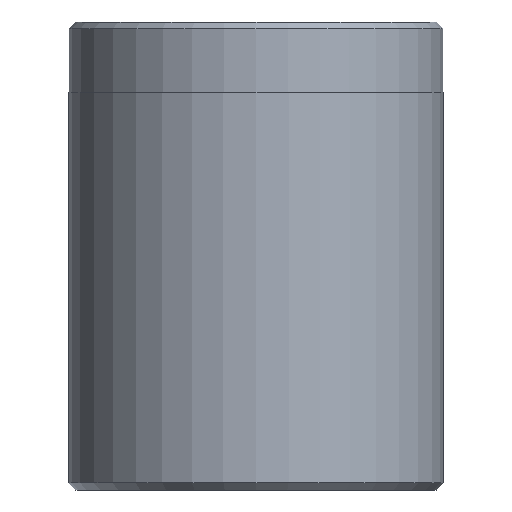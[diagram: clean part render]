
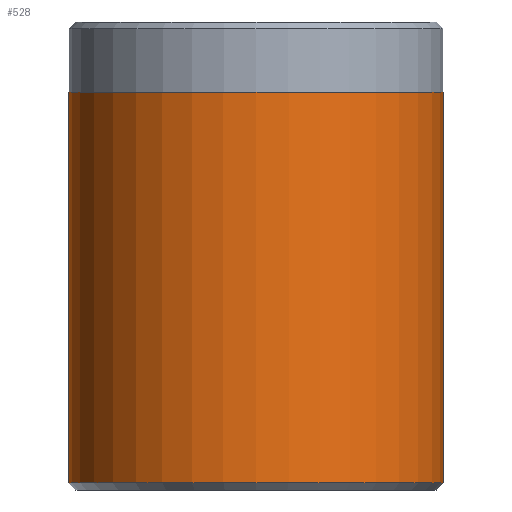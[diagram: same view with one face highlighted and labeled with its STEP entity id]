
A CAD part, front view. The second image highlights one B-rep face of the part: STEP entity #528.
In plain terms, the highlighted cylindrical face has radius 8 mm (diameter 16 mm), a partial arc.
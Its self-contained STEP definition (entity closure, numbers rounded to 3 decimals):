
#58 = EDGE_CURVE ( 'NONE', #1667, #347, #2054, .T. ) ;
#97 = AXIS2_PLACEMENT_3D ( 'NONE', #579, #588, #583 ) ;
#152 = CARTESIAN_POINT ( 'NONE',  ( 0., 0., 0.3 ) ) ;
#155 = DIRECTION ( 'NONE',  ( 0., 0., 1. ) ) ;
#157 = DIRECTION ( 'NONE',  ( 1., 0., 0. ) ) ;
#297 = AXIS2_PLACEMENT_3D ( 'NONE', #973, #974, #975 ) ;
#347 = VERTEX_POINT ( 'NONE', #433 ) ;
#420 = EDGE_CURVE ( 'NONE', #1517, #1667, #2123, .T. ) ;
#433 = CARTESIAN_POINT ( 'NONE',  ( 8., 0., 0.3 ) ) ;
#508 = DIRECTION ( 'NONE',  ( 0., 0., -1. ) ) ;
#511 = CARTESIAN_POINT ( 'NONE',  ( -8., 0., 20. ) ) ;
#528 = ADVANCED_FACE ( 'NONE', ( #2068 ), #811, .T. ) ;
#579 = CARTESIAN_POINT ( 'NONE',  ( 0., 0., 20. ) ) ;
#583 = DIRECTION ( 'NONE',  ( -1., 0., 0. ) ) ;
#588 = DIRECTION ( 'NONE',  ( 0., 0., -1. ) ) ;
#811 = CYLINDRICAL_SURFACE ( 'NONE', #97, 8. ) ;
#826 = AXIS2_PLACEMENT_3D ( 'NONE', #152, #155, #157 ) ;
#831 = CARTESIAN_POINT ( 'NONE',  ( 8., 0., 17. ) ) ;
#973 = CARTESIAN_POINT ( 'NONE',  ( 0., 0., 17. ) ) ;
#974 = DIRECTION ( 'NONE',  ( 0., 0., 1. ) ) ;
#975 = DIRECTION ( 'NONE',  ( 1., 0., 0. ) ) ;
#996 = LINE ( 'NONE', #1679, #1162 ) ;
#1013 = VERTEX_POINT ( 'NONE', #831 ) ;
#1055 = ORIENTED_EDGE ( 'NONE', *, *, #58, .T. ) ;
#1126 = EDGE_CURVE ( 'NONE', #1517, #1013, #1924, .T. ) ;
#1142 = ORIENTED_EDGE ( 'NONE', *, *, #1126, .F. ) ;
#1162 = VECTOR ( 'NONE', #1668, 1000. ) ;
#1339 = ORIENTED_EDGE ( 'NONE', *, *, #420, .T. ) ;
#1348 = ORIENTED_EDGE ( 'NONE', *, *, #1614, .F. ) ;
#1517 = VERTEX_POINT ( 'NONE', #1567 ) ;
#1567 = CARTESIAN_POINT ( 'NONE',  ( -8., 0., 17. ) ) ;
#1614 = EDGE_CURVE ( 'NONE', #1013, #347, #996, .T. ) ;
#1667 = VERTEX_POINT ( 'NONE', #1732 ) ;
#1668 = DIRECTION ( 'NONE',  ( 0., 0., -1. ) ) ;
#1679 = CARTESIAN_POINT ( 'NONE',  ( 8., 0., 20. ) ) ;
#1732 = CARTESIAN_POINT ( 'NONE',  ( -8., 0., 0.3 ) ) ;
#1852 = VECTOR ( 'NONE', #508, 1000. ) ;
#1870 = EDGE_LOOP ( 'NONE', ( #1348, #1142, #1339, #1055 ) ) ;
#1924 = CIRCLE ( 'NONE', #297, 8. ) ;
#2054 = CIRCLE ( 'NONE', #826, 8. ) ;
#2068 = FACE_OUTER_BOUND ( 'NONE', #1870, .T. ) ;
#2123 = LINE ( 'NONE', #511, #1852 ) ;
